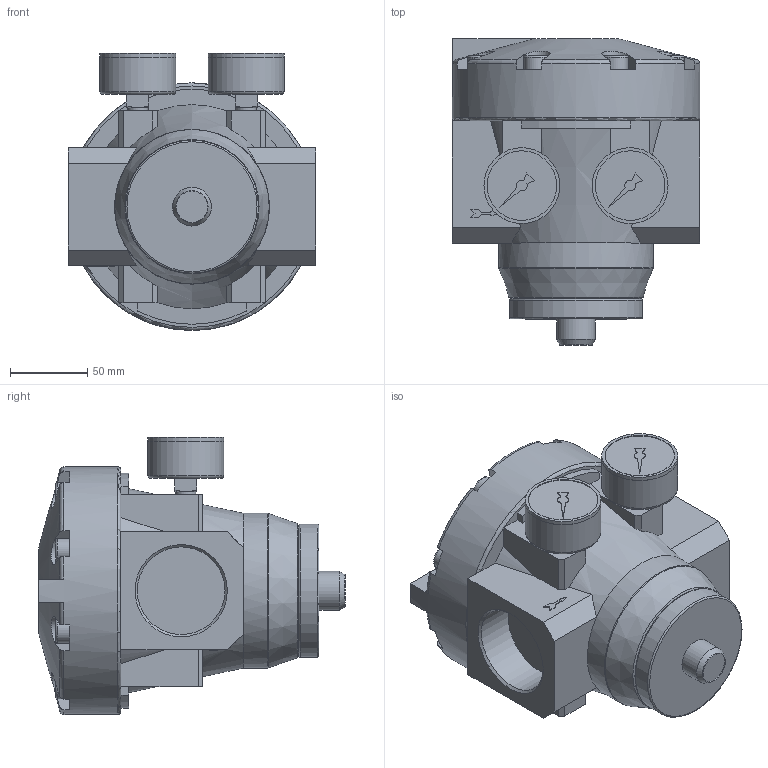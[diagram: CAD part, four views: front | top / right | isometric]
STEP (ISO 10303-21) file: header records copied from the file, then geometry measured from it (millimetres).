
FILE_DESCRIPTION( ( 'STEP AP203' ), '1' );
FILE_NAME( '9.1588.00.101.0V.stp', '2018-12-12T16:39:08', ( '' ), ( '' ), ' ', 'PARTsolutions', ' ' );
FILE_SCHEMA( ( 'CONFIG_CONTROL_DESIGN' ) );
Length unit declared in the file: millimetre
Products named in the file (3): 9.1588.00.101.0V; _637.307(01)-1; _637.307-2
Assembly tree (3 placements, depth 2):
  9.1588.00.101.0V
    _637.307(01)-1
    _637.307-2  x2
Bounding box: 160 x 198 x 179 mm (x, y, z)
Volume: 2458650 mm3; surface area: 152159.6 mm2
Topology: 3 solids, 3 shells, 316 faces, 776 edges, 506 vertices
Faces by surface type: plane 228, cylinder 42, cone 23, torus 23
Full cylindrical faces by diameter (mm): 11.445 x3, 13.157 x2, 16 x8, 20.3 x1, 25 x1, 45 x2, 48.96 x2, 49 x4, 56.656 x2, 86 x1, 100 x1, 160 x1
Entity records: 8875 total; most frequent: CARTESIAN_POINT 2125, DIRECTION 1331, ORIENTED_EDGE 1316, EDGE_CURVE 658, VERTEX_POINT 457, LINE 445, VECTOR 445, AXIS2_PLACEMENT_3D 443
